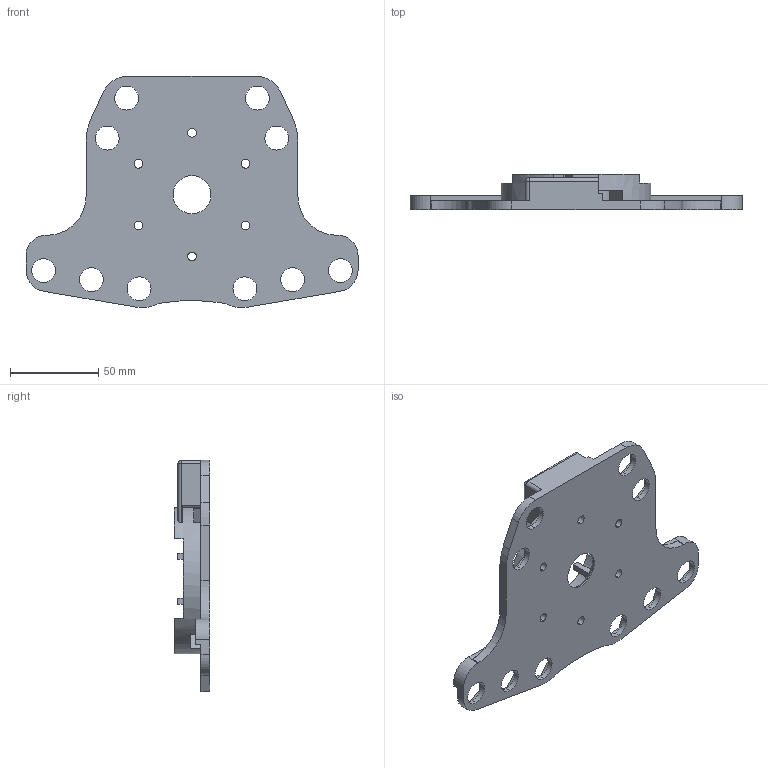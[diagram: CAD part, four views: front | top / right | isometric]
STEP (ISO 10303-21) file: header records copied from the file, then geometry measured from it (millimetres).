
FILE_DESCRIPTION (( 'STEP AP214' ), '1' );
FILE_NAME ('Wheel Box Face Plate for Arduino ProMicro.STEP', '2017-09-29T14:49:11', ( '' ), ( '' ), 'SwSTEP 2.0', 'SolidWorks 2014', '' );
FILE_SCHEMA (( 'AUTOMOTIVE_DESIGN' ));
Length unit declared in the file: millimetre
Products named in the file (1): Wheel Box Face Plate for Arduino ProMicro
Bounding box: 188 x 20 x 131 mm (x, y, z)
Volume: 115875 mm3; surface area: 53606.4 mm2
Topology: 1 solids, 1 shells, 242 faces, 699 edges, 460 vertices
Faces by surface type: plane 159, cylinder 75, torus 4, cone 2, sphere 1, bspline 1
Entity records: 8137 total; most frequent: CARTESIAN_POINT 1498, ORIENTED_EDGE 1396, DIRECTION 1360, EDGE_CURVE 698, LINE 504, VECTOR 504, VERTEX_POINT 460, AXIS2_PLACEMENT_3D 428
